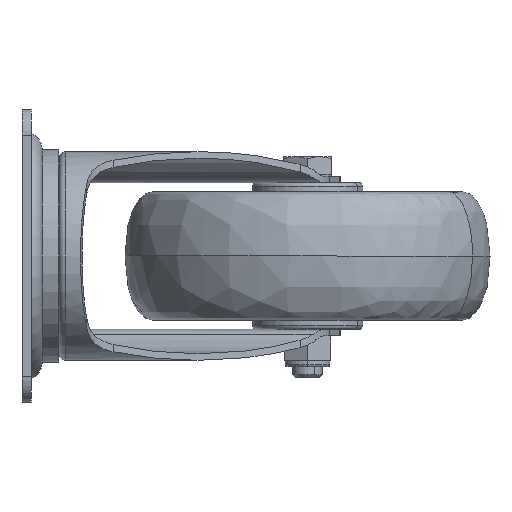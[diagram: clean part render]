
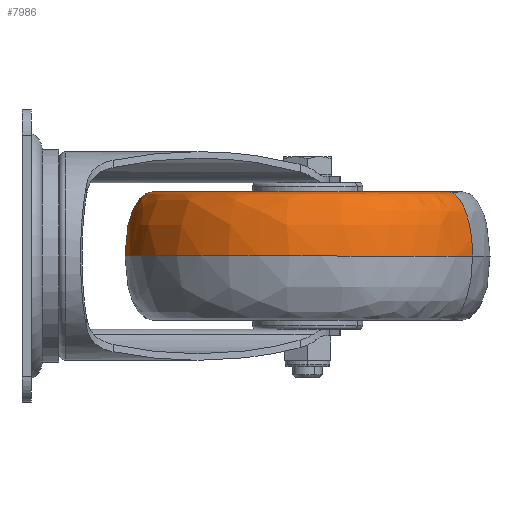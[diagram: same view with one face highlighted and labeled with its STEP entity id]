
A CAD part, left-side view. The second image highlights one B-rep face of the part: STEP entity #7986.
In plain terms, the highlighted free-form (B-spline) face has degree [3, 3] with [4, 4] control points.
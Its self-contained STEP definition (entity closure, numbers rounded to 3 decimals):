
#167 = ORIENTED_EDGE ( 'NONE', *, *, #6309, .F. ) ;
#277 = DIRECTION ( 'NONE',  ( -0.432, -0.902, 0. ) ) ;
#531 = CARTESIAN_POINT ( 'NONE',  ( 52.604, -32.908, 10.251 ) ) ;
#625 = CARTESIAN_POINT ( 'NONE',  ( 10.738, -120.29, 17.5 ) ) ;
#968 = EDGE_CURVE ( 'NONE', #15456, #7237, #8837, .T. ) ;
#1467 = ORIENTED_EDGE ( 'NONE', *, *, #4665, .F. ) ;
#1590 = CARTESIAN_POINT ( 'NONE',  ( 31., -78., 17.5 ) ) ;
#1672 = EDGE_CURVE ( 'NONE', #15456, #10782, #10953, .T. ) ;
#1698 =( BOUNDED_SURFACE ( )  B_SPLINE_SURFACE ( 3, 3, ( 
 ( #6042, #13792, #9835, #13701 ),
 ( #625, #8267, #15106, #9665 ),
 ( #11142, #2022, #1757, #531 ),
 ( #4507, #8430, #16415, #12248 ) ),
 .UNSPECIFIED., .F., .F., .T. ) 
 B_SPLINE_SURFACE_WITH_KNOTS ( ( 4, 4 ),
 ( 4, 4 ),
 ( 0., 1. ),
 ( 0., 1. ),
 .UNSPECIFIED. ) 
 GEOMETRIC_REPRESENTATION_ITEM ( )  RATIONAL_B_SPLINE_SURFACE ( (
 ( 1., 0.333, 0.333, 1.),
 ( 0.805, 0.268, 0.268, 0.805),
 ( 0.805, 0.268, 0.268, 0.805),
 ( 1., 0.333, 0.333, 1.) ) ) 
 REPRESENTATION_ITEM ( '' )  SURFACE ( )  );
#1757 = CARTESIAN_POINT ( 'NONE',  ( -37.579, 10.3, 10.251 ) ) ;
#2022 = CARTESIAN_POINT ( 'NONE',  ( -80.788, -79.883, 10.251 ) ) ;
#2388 = CARTESIAN_POINT ( 'NONE',  ( 9.396, -123.092, 10.251 ) ) ;
#3299 = DIRECTION ( 'NONE',  ( 0., 0., 1. ) ) ;
#4378 = CARTESIAN_POINT ( 'NONE',  ( 49.364, -39.672, 17.5 ) ) ;
#4382 = CIRCLE ( 'NONE', #6835, 42.5 ) ;
#4507 = CARTESIAN_POINT ( 'NONE',  ( 9.396, -123.092, 0. ) ) ;
#4585 = CARTESIAN_POINT ( 'NONE',  ( 52.604, -32.908, 0. ) ) ;
#4665 = EDGE_CURVE ( 'NONE', #10782, #16519, #4382, .T. ) ;
#5335 = EDGE_LOOP ( 'NONE', ( #15468, #8727, #167, #1467 ) ) ;
#6042 = CARTESIAN_POINT ( 'NONE',  ( 12.636, -116.328, 17.5 ) ) ;
#6309 = EDGE_CURVE ( 'NONE', #16519, #7237, #14020, .T. ) ;
#6326 = CARTESIAN_POINT ( 'NONE',  ( 12.636, -116.328, 17.5 ) ) ;
#6835 = AXIS2_PLACEMENT_3D ( 'NONE', #1590, #13459, #12355 ) ;
#7237 = VERTEX_POINT ( 'NONE', #16352 ) ;
#7986 = ADVANCED_FACE ( 'NONE', ( #10455 ), #1698, .F. ) ;
#8083 = CARTESIAN_POINT ( 'NONE',  ( 49.364, -39.672, 17.5 ) ) ;
#8267 = CARTESIAN_POINT ( 'NONE',  ( -73.842, -79.766, 17.5 ) ) ;
#8430 = CARTESIAN_POINT ( 'NONE',  ( -80.788, -79.883, 0. ) ) ;
#8727 = ORIENTED_EDGE ( 'NONE', *, *, #968, .T. ) ;
#8837 = CIRCLE ( 'NONE', #9110, 50. ) ;
#8887 = CARTESIAN_POINT ( 'NONE',  ( 12.636, -116.328, 17.5 ) ) ;
#9110 = AXIS2_PLACEMENT_3D ( 'NONE', #9490, #3299, #277 ) ;
#9490 = CARTESIAN_POINT ( 'NONE',  ( 31., -78., 0. ) ) ;
#9665 = CARTESIAN_POINT ( 'NONE',  ( 51.262, -35.71, 17.5 ) ) ;
#9835 = CARTESIAN_POINT ( 'NONE',  ( -27.292, -2.945, 17.5 ) ) ;
#10455 = FACE_OUTER_BOUND ( 'NONE', #5335, .T. ) ;
#10782 = VERTEX_POINT ( 'NONE', #4378 ) ;
#10953 =( BOUNDED_CURVE ( )  B_SPLINE_CURVE ( 3, ( #4585, #12159, #13341, #8083 ),
 .UNSPECIFIED., .F., .F. ) 
 B_SPLINE_CURVE_WITH_KNOTS ( ( 4, 4 ),
 ( 4.712, 6.283 ),
 .UNSPECIFIED. ) 
 CURVE ( )  GEOMETRIC_REPRESENTATION_ITEM ( )  RATIONAL_B_SPLINE_CURVE ( ( 1., 0.805, 0.805, 1. ) ) 
 REPRESENTATION_ITEM ( '' )  );
#11142 = CARTESIAN_POINT ( 'NONE',  ( 9.396, -123.092, 10.251 ) ) ;
#12159 = CARTESIAN_POINT ( 'NONE',  ( 52.604, -32.908, 10.251 ) ) ;
#12248 = CARTESIAN_POINT ( 'NONE',  ( 52.604, -32.908, 0. ) ) ;
#12355 = DIRECTION ( 'NONE',  ( 0.432, 0.902, 0. ) ) ;
#13341 = CARTESIAN_POINT ( 'NONE',  ( 51.262, -35.71, 17.5 ) ) ;
#13459 = DIRECTION ( 'NONE',  ( 0., 0., 1. ) ) ;
#13564 = CARTESIAN_POINT ( 'NONE',  ( 52.604, -32.908, 0. ) ) ;
#13701 = CARTESIAN_POINT ( 'NONE',  ( 49.364, -39.672, 17.5 ) ) ;
#13792 = CARTESIAN_POINT ( 'NONE',  ( -64.019, -79.6, 17.5 ) ) ;
#14020 =( BOUNDED_CURVE ( )  B_SPLINE_CURVE ( 3, ( #6326, #16635, #2388, #16885 ),
 .UNSPECIFIED., .F., .F. ) 
 B_SPLINE_CURVE_WITH_KNOTS ( ( 4, 4 ),
 ( 0., 1.571 ),
 .UNSPECIFIED. ) 
 CURVE ( )  GEOMETRIC_REPRESENTATION_ITEM ( )  RATIONAL_B_SPLINE_CURVE ( ( 1., 0.805, 0.805, 1. ) ) 
 REPRESENTATION_ITEM ( '' )  );
#15106 = CARTESIAN_POINT ( 'NONE',  ( -33.318, 4.814, 17.5 ) ) ;
#15456 = VERTEX_POINT ( 'NONE', #13564 ) ;
#15468 = ORIENTED_EDGE ( 'NONE', *, *, #1672, .F. ) ;
#16352 = CARTESIAN_POINT ( 'NONE',  ( 9.396, -123.092, 0. ) ) ;
#16415 = CARTESIAN_POINT ( 'NONE',  ( -37.579, 10.3, 0. ) ) ;
#16519 = VERTEX_POINT ( 'NONE', #8887 ) ;
#16635 = CARTESIAN_POINT ( 'NONE',  ( 10.738, -120.29, 17.5 ) ) ;
#16885 = CARTESIAN_POINT ( 'NONE',  ( 9.396, -123.092, 0. ) ) ;
